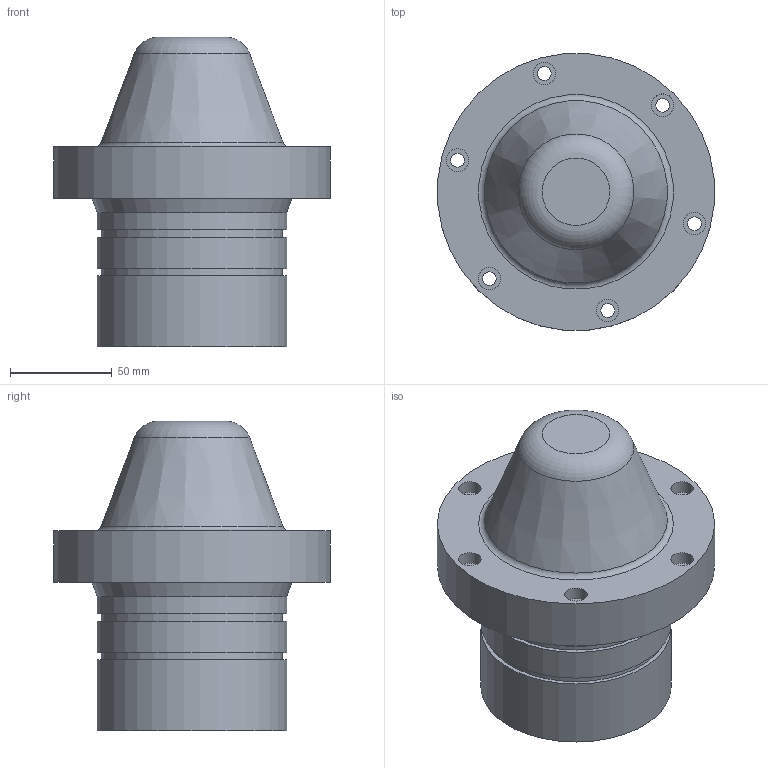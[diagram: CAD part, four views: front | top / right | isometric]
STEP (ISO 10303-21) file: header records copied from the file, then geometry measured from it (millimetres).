
FILE_DESCRIPTION(('FreeCAD Model'),'2;1');
FILE_NAME('internal_coll_and_port.step','2018-01-01T17:14:24',('Author'),(''), 'Open CASCADE STEP processor 7.1','FreeCAD','Unknown');
FILE_SCHEMA(('AUTOMOTIVE_DESIGN { 1 0 10303 214 1 1 1 1 }'));
Length unit declared in the file: millimetre
Products named in the file (1): Internal_Coll_and_Port
Bounding box: 136.01 x 136.01 x 152.4 mm (x, y, z)
Volume: 907149.3 mm3; surface area: 90218.2 mm2
Topology: 1 solids, 1 shells, 41 faces, 72 edges, 46 vertices
Faces by surface type: cylinder 20, plane 15, torus 3, cone 3
Full cylindrical faces by diameter (mm): 6.756 x6, 10 x1, 11.125 x6, 47.549 x1, 89.535 x2, 93.599 x3, 136.525 x1
Entity records: 1038 total; most frequent: CARTESIAN_POINT 201, DIRECTION 176, ORIENTED_EDGE 144, AXIS2_PLACEMENT_3D 88, EDGE_CURVE 72, FACE_BOUND 66, EDGE_LOOP 66, VERTEX_POINT 46
